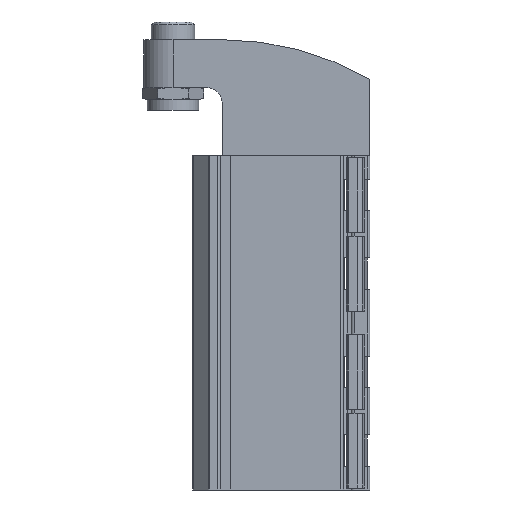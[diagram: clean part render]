
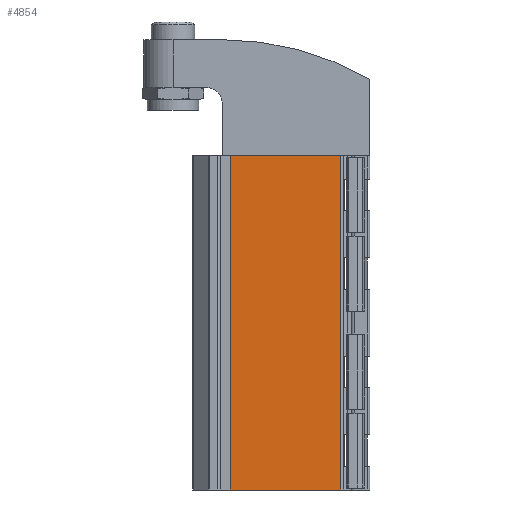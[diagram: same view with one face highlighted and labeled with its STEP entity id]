
A CAD part, left-side view. The second image highlights one B-rep face of the part: STEP entity #4854.
In plain terms, the highlighted planar face has unit normal (-1, 0, 0).
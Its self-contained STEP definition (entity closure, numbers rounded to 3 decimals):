
#770=ORIENTED_EDGE('',*,*,#2145,.T.);
#771=ORIENTED_EDGE('',*,*,#2146,.F.);
#772=ORIENTED_EDGE('',*,*,#2147,.F.);
#773=ORIENTED_EDGE('',*,*,#2143,.T.);
#2143=EDGE_CURVE('',#2807,#2806,#3277,.T.);
#2145=EDGE_CURVE('',#2806,#2808,#3279,.T.);
#2146=EDGE_CURVE('',#2809,#2808,#3280,.T.);
#2147=EDGE_CURVE('',#2807,#2809,#3281,.T.);
#2806=VERTEX_POINT('',#7640);
#2807=VERTEX_POINT('',#7642);
#2808=VERTEX_POINT('',#7646);
#2809=VERTEX_POINT('',#7648);
#3277=LINE('',#7641,#3675);
#3279=LINE('',#7645,#3677);
#3280=LINE('',#7647,#3678);
#3281=LINE('',#7649,#3679);
#3675=VECTOR('',#6087,1000.);
#3677=VECTOR('',#6091,1000.);
#3678=VECTOR('',#6092,1000.);
#3679=VECTOR('',#6093,1000.);
#4014=EDGE_LOOP('',(#770,#771,#772,#773));
#4366=FACE_BOUND('',#4014,.T.);
#4690=PLANE('',#5274);
#4854=ADVANCED_FACE('',(#4366),#4690,.F.);
#5274=AXIS2_PLACEMENT_3D('',#7644,#6089,#6090);
#6087=DIRECTION('',(0.,0.,-1.));
#6089=DIRECTION('',(1.,0.,0.));
#6090=DIRECTION('',(0.,0.,-1.));
#6091=DIRECTION('',(0.,-1.,0.));
#6092=DIRECTION('',(0.,0.,-1.));
#6093=DIRECTION('',(0.,-1.,0.));
#7640=CARTESIAN_POINT('',(0.,71.,-85.));
#7641=CARTESIAN_POINT('',(0.,71.,85.));
#7642=CARTESIAN_POINT('',(0.,71.,85.));
#7644=CARTESIAN_POINT('',(0.,71.,85.));
#7645=CARTESIAN_POINT('',(0.,71.,-85.));
#7646=CARTESIAN_POINT('',(0.,14.7,-85.));
#7647=CARTESIAN_POINT('',(0.,14.7,85.));
#7648=CARTESIAN_POINT('',(0.,14.7,85.));
#7649=CARTESIAN_POINT('',(0.,71.,85.));
